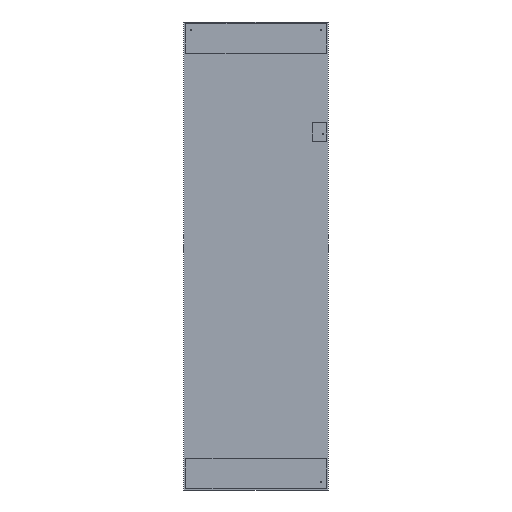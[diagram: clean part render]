
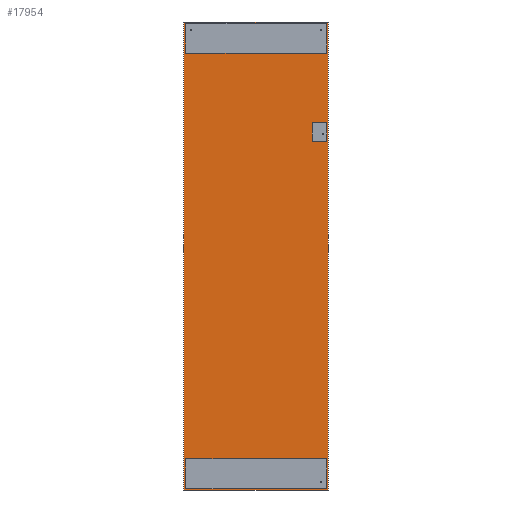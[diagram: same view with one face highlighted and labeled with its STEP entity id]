
A CAD part, front view. The second image highlights one B-rep face of the part: STEP entity #17954.
In plain terms, the highlighted planar face has unit normal (0, -1, 0).
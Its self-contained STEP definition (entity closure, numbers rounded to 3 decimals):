
#159 = CARTESIAN_POINT ( 'NONE',  ( -194.913, 0.02, -29.271 ) ) ;
#187 = CARTESIAN_POINT ( 'NONE',  ( -215.527, 0.02, -33.785 ) ) ;
#382 = DIRECTION ( 'NONE',  ( 0., 1., 0. ) ) ;
#410 = EDGE_CURVE ( 'NONE', #2903, #9619, #1984, .T. ) ;
#464 = CARTESIAN_POINT ( 'NONE',  ( -194.915, 0.02, 33.615 ) ) ;
#636 = CARTESIAN_POINT ( 'NONE',  ( -215.527, 0.02, 33.815 ) ) ;
#694 = EDGE_CURVE ( 'NONE', #15495, #5781, #22117, .T. ) ;
#708 = LINE ( 'NONE', #9773, #13850 ) ;
#742 = FACE_BOUND ( 'NONE', #14590, .T. ) ;
#1191 = EDGE_CURVE ( 'NONE', #7647, #2359, #17224, .T. ) ;
#1374 = CARTESIAN_POINT ( 'NONE',  ( -194.905, 0.02, -33.571 ) ) ;
#1420 = VERTEX_POINT ( 'NONE', #16264 ) ;
#1485 = VERTEX_POINT ( 'NONE', #18320 ) ;
#1524 = ORIENTED_EDGE ( 'NONE', *, *, #694, .F. ) ;
#1769 = ORIENTED_EDGE ( 'NONE', *, *, #21598, .F. ) ;
#1984 = LINE ( 'NONE', #11259, #20820 ) ;
#2165 = VECTOR ( 'NONE', #3585, 1000. ) ;
#2327 = ORIENTED_EDGE ( 'NONE', *, *, #23086, .F. ) ;
#2329 = VECTOR ( 'NONE', #8480, 1000. ) ;
#2359 = VERTEX_POINT ( 'NONE', #13617 ) ;
#2569 = CARTESIAN_POINT ( 'NONE',  ( -197.009, 0.02, 16.57 ) ) ;
#2688 = EDGE_LOOP ( 'NONE', ( #1524, #6803, #12044, #2327 ) ) ;
#2765 = DIRECTION ( 'NONE',  ( 0., 0., -1. ) ) ;
#2903 = VERTEX_POINT ( 'NONE', #16148 ) ;
#3039 = FACE_BOUND ( 'NONE', #2688, .T. ) ;
#3047 = DIRECTION ( 'NONE',  ( 0., 0., -1. ) ) ;
#3585 = DIRECTION ( 'NONE',  ( -1., 0., 0. ) ) ;
#3673 = EDGE_CURVE ( 'NONE', #1485, #10689, #18630, .T. ) ;
#4045 = CARTESIAN_POINT ( 'NONE',  ( -194.915, 0.02, 29.305 ) ) ;
#4107 = VECTOR ( 'NONE', #8323, 1000. ) ;
#4159 = DIRECTION ( 'NONE',  ( -1., 0., 0. ) ) ;
#4201 = CARTESIAN_POINT ( 'NONE',  ( -194.925, 0.02, 33.615 ) ) ;
#4553 = CARTESIAN_POINT ( 'NONE',  ( -215.266, 0.02, 29.302 ) ) ;
#4846 = LINE ( 'NONE', #636, #8272 ) ;
#5289 = LINE ( 'NONE', #4045, #7864 ) ;
#5409 = DIRECTION ( 'NONE',  ( 1., 0., 0. ) ) ;
#5446 = CARTESIAN_POINT ( 'NONE',  ( -215.255, 0.02, -29.274 ) ) ;
#5453 = DIRECTION ( 'NONE',  ( -1., 0., 0. ) ) ;
#5467 = LINE ( 'NONE', #1374, #2329 ) ;
#5666 = CARTESIAN_POINT ( 'NONE',  ( -215.527, 0.02, 33.815 ) ) ;
#5757 = CARTESIAN_POINT ( 'NONE',  ( -197.012, 0.02, 33.615 ) ) ;
#5781 = VERTEX_POINT ( 'NONE', #19829 ) ;
#5881 = LINE ( 'NONE', #9601, #7009 ) ;
#5937 = CARTESIAN_POINT ( 'NONE',  ( -194.925, 0.02, 33.615 ) ) ;
#6803 = ORIENTED_EDGE ( 'NONE', *, *, #7243, .F. ) ;
#6913 = ORIENTED_EDGE ( 'NONE', *, *, #1191, .F. ) ;
#6980 = CARTESIAN_POINT ( 'NONE',  ( -194.915, 0.02, 33.605 ) ) ;
#7009 = VECTOR ( 'NONE', #15057, 1000. ) ;
#7050 = LINE ( 'NONE', #5666, #17060 ) ;
#7243 = EDGE_CURVE ( 'NONE', #11640, #15495, #19412, .T. ) ;
#7321 = ORIENTED_EDGE ( 'NONE', *, *, #14611, .T. ) ;
#7587 = DIRECTION ( 'NONE',  ( 0., 0., -1. ) ) ;
#7603 = CARTESIAN_POINT ( 'NONE',  ( -194.715, 0.02, 33.815 ) ) ;
#7647 = VERTEX_POINT ( 'NONE', #5446 ) ;
#7864 = VECTOR ( 'NONE', #22275, 1000. ) ;
#8071 = VERTEX_POINT ( 'NONE', #21799 ) ;
#8203 = EDGE_CURVE ( 'NONE', #21786, #19221, #5881, .T. ) ;
#8272 = VECTOR ( 'NONE', #4159, 1000. ) ;
#8323 = DIRECTION ( 'NONE',  ( 0., 0., 1. ) ) ;
#8468 = VECTOR ( 'NONE', #2765, 1000. ) ;
#8480 = DIRECTION ( 'NONE',  ( 1., 0., 0. ) ) ;
#8518 = EDGE_LOOP ( 'NONE', ( #22864, #17654, #7321, #20114 ) ) ;
#8698 = EDGE_CURVE ( 'NONE', #10689, #7647, #708, .T. ) ;
#9532 = PLANE ( 'NONE',  #21098 ) ;
#9601 = CARTESIAN_POINT ( 'NONE',  ( -194.913, 0.02, 16.57 ) ) ;
#9619 = VERTEX_POINT ( 'NONE', #10837 ) ;
#9773 = CARTESIAN_POINT ( 'NONE',  ( -194.906, 0.02, -29.271 ) ) ;
#9915 = CARTESIAN_POINT ( 'NONE',  ( -194.715, 0.02, 33.815 ) ) ;
#10511 = LINE ( 'NONE', #9915, #13686 ) ;
#10689 = VERTEX_POINT ( 'NONE', #159 ) ;
#10826 = EDGE_CURVE ( 'NONE', #14518, #1420, #4846, .T. ) ;
#10837 = CARTESIAN_POINT ( 'NONE',  ( -197.01, 0.02, 19.301 ) ) ;
#11218 = DIRECTION ( 'NONE',  ( -1., 0., 0. ) ) ;
#11259 = CARTESIAN_POINT ( 'NONE',  ( -194.913, 0.02, 19.302 ) ) ;
#11366 = ORIENTED_EDGE ( 'NONE', *, *, #16331, .F. ) ;
#11602 = ORIENTED_EDGE ( 'NONE', *, *, #8203, .F. ) ;
#11640 = VERTEX_POINT ( 'NONE', #16445 ) ;
#11749 = DIRECTION ( 'NONE',  ( 0., 0., 1. ) ) ;
#12044 = ORIENTED_EDGE ( 'NONE', *, *, #18641, .F. ) ;
#12171 = FACE_OUTER_BOUND ( 'NONE', #8518, .T. ) ;
#12239 = CARTESIAN_POINT ( 'NONE',  ( -194.923, 0.02, 33.615 ) ) ;
#12532 = VERTEX_POINT ( 'NONE', #4553 ) ;
#13600 = FACE_BOUND ( 'NONE', #14997, .T. ) ;
#13617 = CARTESIAN_POINT ( 'NONE',  ( -215.255, 0.02, -33.574 ) ) ;
#13686 = VECTOR ( 'NONE', #11749, 1000. ) ;
#13701 = CARTESIAN_POINT ( 'NONE',  ( -215.267, 0.02, 33.612 ) ) ;
#13850 = VECTOR ( 'NONE', #22521, 1000. ) ;
#14182 = LINE ( 'NONE', #18224, #23253 ) ;
#14518 = VERTEX_POINT ( 'NONE', #7603 ) ;
#14590 = EDGE_LOOP ( 'NONE', ( #15953, #21763, #11366, #6913 ) ) ;
#14611 = EDGE_CURVE ( 'NONE', #8071, #14518, #10511, .T. ) ;
#14997 = EDGE_LOOP ( 'NONE', ( #20744, #11602, #1769, #19849 ) ) ;
#15013 = VECTOR ( 'NONE', #22431, 1000. ) ;
#15057 = DIRECTION ( 'NONE',  ( 1., 0., 0. ) ) ;
#15071 = EDGE_CURVE ( 'NONE', #1420, #23463, #7050, .T. ) ;
#15495 = VERTEX_POINT ( 'NONE', #16719 ) ;
#15925 = LINE ( 'NONE', #5757, #22735 ) ;
#15953 = ORIENTED_EDGE ( 'NONE', *, *, #8698, .F. ) ;
#16148 = CARTESIAN_POINT ( 'NONE',  ( -194.922, 0.02, 19.302 ) ) ;
#16264 = CARTESIAN_POINT ( 'NONE',  ( -215.527, 0.02, 33.815 ) ) ;
#16331 = EDGE_CURVE ( 'NONE', #2359, #1485, #5467, .T. ) ;
#16445 = CARTESIAN_POINT ( 'NONE',  ( -194.924, 0.02, 29.305 ) ) ;
#16719 = CARTESIAN_POINT ( 'NONE',  ( -194.925, 0.02, 33.605 ) ) ;
#17060 = VECTOR ( 'NONE', #18418, 1000. ) ;
#17224 = LINE ( 'NONE', #22882, #23179 ) ;
#17654 = ORIENTED_EDGE ( 'NONE', *, *, #17860, .T. ) ;
#17860 = EDGE_CURVE ( 'NONE', #23463, #8071, #14182, .T. ) ;
#17954 = ADVANCED_FACE ( 'NONE', ( #13600, #12171, #742, #3039 ), #9532, .F. ) ;
#18224 = CARTESIAN_POINT ( 'NONE',  ( -215.527, 0.02, -33.785 ) ) ;
#18320 = CARTESIAN_POINT ( 'NONE',  ( -194.913, 0.02, -33.571 ) ) ;
#18418 = DIRECTION ( 'NONE',  ( 0., 0., -1. ) ) ;
#18571 = EDGE_CURVE ( 'NONE', #19221, #2903, #23214, .T. ) ;
#18630 = LINE ( 'NONE', #12239, #4107 ) ;
#18641 = EDGE_CURVE ( 'NONE', #12532, #11640, #5289, .T. ) ;
#19221 = VERTEX_POINT ( 'NONE', #21486 ) ;
#19412 = LINE ( 'NONE', #5937, #21396 ) ;
#19829 = CARTESIAN_POINT ( 'NONE',  ( -215.267, 0.02, 33.602 ) ) ;
#19849 = ORIENTED_EDGE ( 'NONE', *, *, #410, .F. ) ;
#20114 = ORIENTED_EDGE ( 'NONE', *, *, #10826, .T. ) ;
#20157 = LINE ( 'NONE', #13701, #8468 ) ;
#20690 = DIRECTION ( 'NONE',  ( 0., 0., 1. ) ) ;
#20744 = ORIENTED_EDGE ( 'NONE', *, *, #18571, .F. ) ;
#20820 = VECTOR ( 'NONE', #5453, 1000. ) ;
#21098 = AXIS2_PLACEMENT_3D ( 'NONE', #464, #382, #11218 ) ;
#21396 = VECTOR ( 'NONE', #20690, 1000. ) ;
#21486 = CARTESIAN_POINT ( 'NONE',  ( -194.922, 0.02, 16.57 ) ) ;
#21598 = EDGE_CURVE ( 'NONE', #9619, #21786, #15925, .T. ) ;
#21763 = ORIENTED_EDGE ( 'NONE', *, *, #3673, .F. ) ;
#21786 = VERTEX_POINT ( 'NONE', #2569 ) ;
#21799 = CARTESIAN_POINT ( 'NONE',  ( -194.715, 0.02, -33.785 ) ) ;
#22117 = LINE ( 'NONE', #6980, #2165 ) ;
#22275 = DIRECTION ( 'NONE',  ( 1., 0., 0. ) ) ;
#22431 = DIRECTION ( 'NONE',  ( 0., 0., 1. ) ) ;
#22521 = DIRECTION ( 'NONE',  ( -1., 0., 0. ) ) ;
#22735 = VECTOR ( 'NONE', #7587, 1000. ) ;
#22864 = ORIENTED_EDGE ( 'NONE', *, *, #15071, .T. ) ;
#22882 = CARTESIAN_POINT ( 'NONE',  ( -215.265, 0.02, 33.612 ) ) ;
#23086 = EDGE_CURVE ( 'NONE', #5781, #12532, #20157, .T. ) ;
#23179 = VECTOR ( 'NONE', #3047, 1000. ) ;
#23214 = LINE ( 'NONE', #4201, #15013 ) ;
#23253 = VECTOR ( 'NONE', #5409, 1000. ) ;
#23463 = VERTEX_POINT ( 'NONE', #187 ) ;
